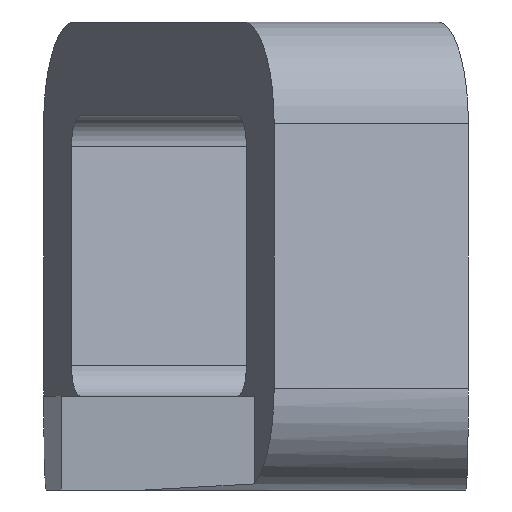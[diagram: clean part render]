
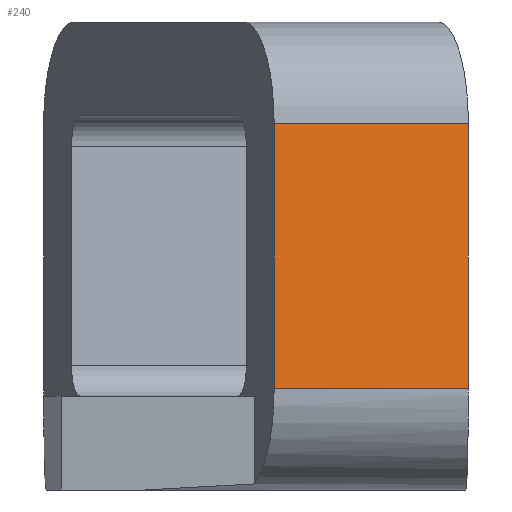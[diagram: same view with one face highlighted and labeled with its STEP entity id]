
A CAD part, left-side view. The second image highlights one B-rep face of the part: STEP entity #240.
In plain terms, the highlighted planar face has unit normal (-0.955, -0.298, 0).
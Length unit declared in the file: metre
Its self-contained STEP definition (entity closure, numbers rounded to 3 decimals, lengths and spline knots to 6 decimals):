
#140 = EDGE_CURVE( '', #353, #319, #354, .T. );
#240 = ADVANCED_FACE( '', ( #485 ), #486, .F. );
#250 = EDGE_CURVE( '', #346, #353, #497, .T. );
#252 = EDGE_CURVE( '', #319, #436, #499, .T. );
#272 = EDGE_CURVE( '', #436, #346, #523, .T. );
#319 = VERTEX_POINT( '', #581 );
#346 = VERTEX_POINT( '', #618 );
#353 = VERTEX_POINT( '', #626 );
#354 = LINE( '', #627, #628 );
#436 = VERTEX_POINT( '', #749 );
#485 = FACE_OUTER_BOUND( '', #847, .T. );
#486 = PLANE( '', #848 );
#497 = LINE( '', #866, #867 );
#499 = LINE( '', #870, #871 );
#523 = LINE( '', #904, #905 );
#581 = CARTESIAN_POINT( '', ( -0.001658, -0.001034, 0.0018 ) );
#618 = CARTESIAN_POINT( '', ( -0.001956, -0.000079, 0.0005 ) );
#626 = CARTESIAN_POINT( '', ( -0.001956, -0.000079, 0.0018 ) );
#627 = CARTESIAN_POINT( '', ( -0.001389, -0.001893, 0.0018 ) );
#628 = VECTOR( '', #974, 1. );
#749 = CARTESIAN_POINT( '', ( -0.001658, -0.001034, 0.0005 ) );
#847 = EDGE_LOOP( '', ( #1146, #1147, #1148, #1149 ) );
#848 = AXIS2_PLACEMENT_3D( '', #1150, #1151, #1152 );
#866 = CARTESIAN_POINT( '', ( -0.001956, -0.000079, 0.00046 ) );
#867 = VECTOR( '', #1164, 1. );
#870 = CARTESIAN_POINT( '', ( -0.001658, -0.001034, 0.00046 ) );
#871 = VECTOR( '', #1165, 1. );
#904 = CARTESIAN_POINT( '', ( -0.001389, -0.001893, 0.0005 ) );
#905 = VECTOR( '', #1207, 1. );
#974 = DIRECTION( '', ( 0.298, -0.955, 0. ) );
#1146 = ORIENTED_EDGE( '', *, *, #272, .F. );
#1147 = ORIENTED_EDGE( '', *, *, #252, .F. );
#1148 = ORIENTED_EDGE( '', *, *, #140, .F. );
#1149 = ORIENTED_EDGE( '', *, *, #250, .F. );
#1150 = CARTESIAN_POINT( '', ( -0.001389, -0.001893, 0.00046 ) );
#1151 = DIRECTION( '', ( 0.955, 0.298, 0. ) );
#1152 = DIRECTION( '', ( 0., 0., -1. ) );
#1164 = DIRECTION( '', ( 0., 0., 1. ) );
#1165 = DIRECTION( '', ( 0., 0., -1. ) );
#1207 = DIRECTION( '', ( -0.298, 0.955, 0. ) );
